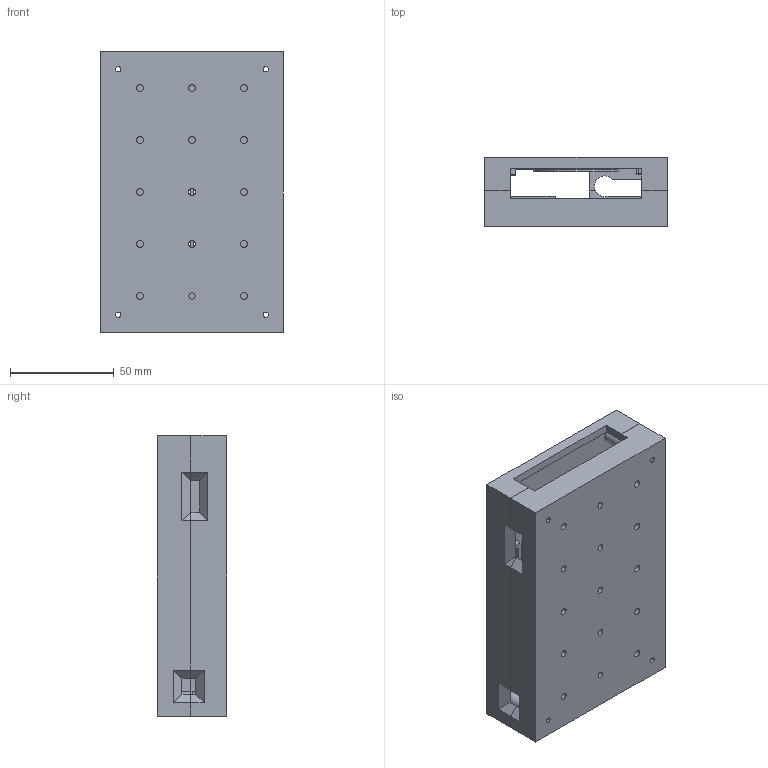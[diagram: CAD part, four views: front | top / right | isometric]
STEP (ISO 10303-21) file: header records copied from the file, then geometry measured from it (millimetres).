
FILE_DESCRIPTION(/* description */ ('','CAx-IF Rec.Pracs.---Representation and Presentation of Product Manufacturing Information (PMI)---4.0---2014-10-13'),/* implementation_level */ '2;1');
FILE_NAME(/* name */ 'sbc_lattepanda-3-delta_case.step',/* time_stamp */ '2024-11-30T18:34:28Z',/* author */ (''),/* organization */ (''),/* preprocessor_version */ 'ST-DEVELOPER v20',/* originating_system */ 'Autodesk Translation Framework v13.20.0.188',/* authorisation */ '');
FILE_SCHEMA (('AP242_MANAGED_MODEL_BASED_3D_ENGINEERING_MIM_LF { 1 0 10303 442 1 1 4 }'));
Length unit declared in the file: millimetre
Products named in the file (3): LattePanda 3 Delta Case; LattePanda 3 Delta Case Top; LattePanda 3 Delta Case Bottom
Assembly tree (2 placements, depth 2):
  LattePanda 3 Delta Case
    LattePanda 3 Delta Case Top
    LattePanda 3 Delta Case Bottom
Bounding box: 88 x 33.2 x 135 mm (x, y, z)
Volume: 130931.6 mm3; surface area: 74876.7 mm2
Topology: 2 solids, 2 shells, 963 faces, 2759 edges, 1839 vertices
Faces by surface type: bspline 464, plane 439, cylinder 35, cone 19, torus 6
Full cylindrical faces by diameter (mm): 2.5 x4, 3 x1, 3.3 x18, 33.158 x1, 41.158 x1
Entity records: 36405 total; most frequent: CARTESIAN_POINT 14138, ORIENTED_EDGE 5518, DIRECTION 2952, EDGE_CURVE 2759, VERTEX_POINT 1839, LINE 1562, VECTOR 1562, EDGE_LOOP 1090
